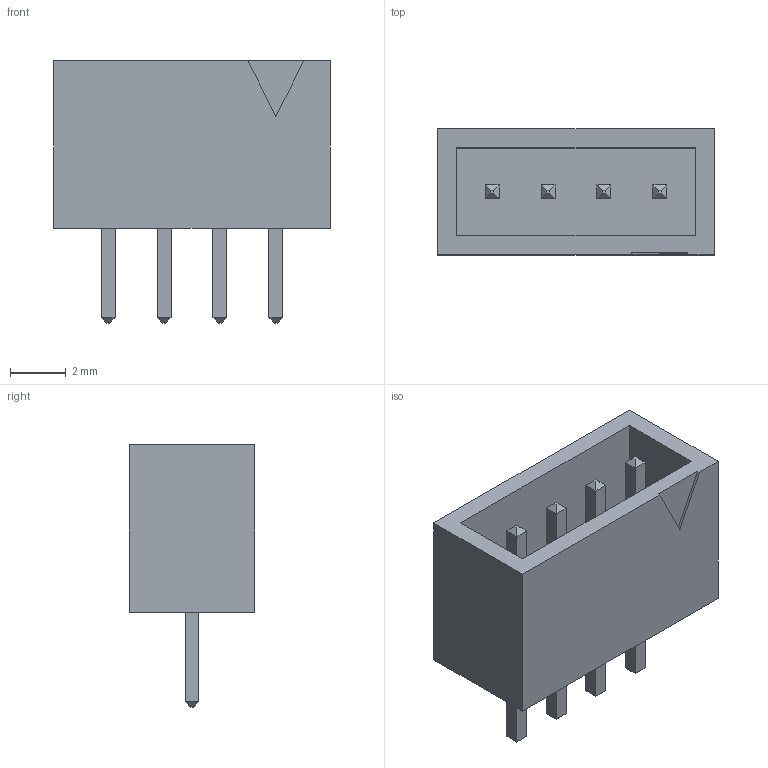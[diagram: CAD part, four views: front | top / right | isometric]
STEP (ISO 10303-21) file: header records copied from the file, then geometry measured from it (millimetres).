
FILE_DESCRIPTION(('FreeCAD Model'),'2;1');
FILE_NAME('271648.3.1.stp','2020-08-31T07:17:41',( 'Author'),(''),'Open CASCADE STEP processor 6.9','FreeCAD','Unknown' );
FILE_SCHEMA(('AUTOMOTIVE_DESIGN { 1 0 10303 214 1 1 1 1 }'));
Length unit declared in the file: millimetre
Products named in the file (3): ASSEMBLY; Body; LeadsArray
Assembly tree (2 placements, depth 2):
  ASSEMBLY
    Body
    LeadsArray
Bounding box: 9.9 x 4.5 x 9.4 mm (x, y, z)
Volume: 171.2 mm3; surface area: 428.2 mm2
Topology: 5 solids, 5 shells, 70 faces, 145 edges, 86 vertices
Faces by surface type: plane 70
Entity records: 3745 total; most frequent: CARTESIAN_POINT 594, DIRECTION 581, LINE 435, VECTOR 435, ORIENTED_EDGE 290, PCURVE 290, DEFINITIONAL_REPRESENTATION 290, EDGE_CURVE 145
